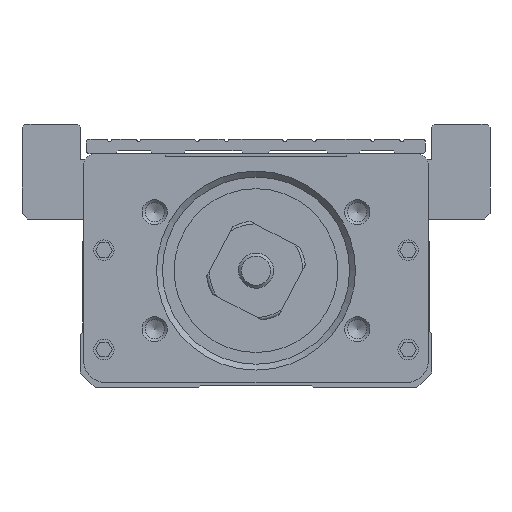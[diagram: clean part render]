
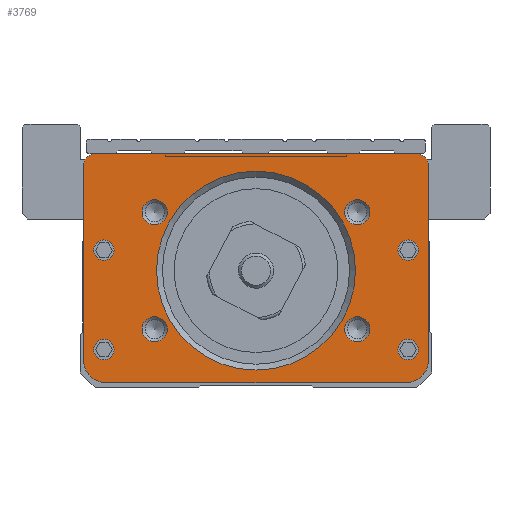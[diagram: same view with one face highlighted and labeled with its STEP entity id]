
A CAD part, front view. The second image highlights one B-rep face of the part: STEP entity #3769.
In plain terms, the highlighted planar face has unit normal (0, -1, 0).
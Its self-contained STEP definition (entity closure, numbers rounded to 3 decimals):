
#1436=FACE_BOUND('',#7837,.T.);
#1437=FACE_BOUND('',#7838,.T.);
#1438=FACE_BOUND('',#7839,.T.);
#1439=FACE_BOUND('',#7840,.T.);
#1440=FACE_BOUND('',#7841,.T.);
#1441=FACE_BOUND('',#7842,.T.);
#1442=FACE_BOUND('',#7843,.T.);
#1443=FACE_BOUND('',#7844,.T.);
#1444=FACE_BOUND('',#7845,.T.);
#1445=FACE_BOUND('',#7846,.T.);
#2272=CIRCLE('',#29122,2.15);
#2274=CIRCLE('',#29125,2.15);
#2276=CIRCLE('',#29128,2.15);
#2278=CIRCLE('',#29131,2.15);
#2279=CIRCLE('',#29133,17.);
#2340=CIRCLE('',#29404,1.75);
#2342=CIRCLE('',#29407,1.75);
#2344=CIRCLE('',#29410,1.75);
#2346=CIRCLE('',#29413,1.75);
#2370=CIRCLE('',#29460,4.);
#2371=CIRCLE('',#29461,2.);
#2372=CIRCLE('',#29462,2.);
#2373=CIRCLE('',#29463,4.);
#3769=ADVANCED_FACE('',(#1436,#1437,#1438,#1439,#1440,#1441,#1442,#1443,
#1444,#1445),#5033,.F.);
#5033=PLANE('',#29464);
#7837=EDGE_LOOP('',(#13017));
#7838=EDGE_LOOP('',(#13018));
#7839=EDGE_LOOP('',(#13019));
#7840=EDGE_LOOP('',(#13020));
#7841=EDGE_LOOP('',(#13021));
#7842=EDGE_LOOP('',(#13022));
#7843=EDGE_LOOP('',(#13023));
#7844=EDGE_LOOP('',(#13024));
#7845=EDGE_LOOP('',(#13025));
#7846=EDGE_LOOP('',(#13026,#13027,#13028,#13029,#13030,#13031,#13032,#13033));
#13017=ORIENTED_EDGE('',*,*,#20507,.T.);
#13018=ORIENTED_EDGE('',*,*,#20505,.T.);
#13019=ORIENTED_EDGE('',*,*,#20503,.T.);
#13020=ORIENTED_EDGE('',*,*,#20501,.T.);
#13021=ORIENTED_EDGE('',*,*,#20508,.T.);
#13022=ORIENTED_EDGE('',*,*,#21063,.T.);
#13023=ORIENTED_EDGE('',*,*,#21065,.T.);
#13024=ORIENTED_EDGE('',*,*,#21067,.T.);
#13025=ORIENTED_EDGE('',*,*,#21069,.T.);
#13026=ORIENTED_EDGE('',*,*,#21149,.F.);
#13027=ORIENTED_EDGE('',*,*,#21150,.F.);
#13028=ORIENTED_EDGE('',*,*,#21151,.F.);
#13029=ORIENTED_EDGE('',*,*,#21152,.F.);
#13030=ORIENTED_EDGE('',*,*,#21153,.F.);
#13031=ORIENTED_EDGE('',*,*,#21154,.F.);
#13032=ORIENTED_EDGE('',*,*,#21155,.F.);
#13033=ORIENTED_EDGE('',*,*,#21156,.F.);
#17383=VERTEX_POINT('',#41987);
#17385=VERTEX_POINT('',#41992);
#17387=VERTEX_POINT('',#41997);
#17389=VERTEX_POINT('',#42002);
#17390=VERTEX_POINT('',#42005);
#17777=VERTEX_POINT('',#43853);
#17779=VERTEX_POINT('',#43858);
#17781=VERTEX_POINT('',#43863);
#17783=VERTEX_POINT('',#43868);
#17839=VERTEX_POINT('',#44171);
#17840=VERTEX_POINT('',#44172);
#17841=VERTEX_POINT('',#44174);
#17842=VERTEX_POINT('',#44176);
#17843=VERTEX_POINT('',#44178);
#17844=VERTEX_POINT('',#44180);
#17845=VERTEX_POINT('',#44182);
#17846=VERTEX_POINT('',#44184);
#20501=EDGE_CURVE('',#17383,#17383,#2272,.T.);
#20503=EDGE_CURVE('',#17385,#17385,#2274,.T.);
#20505=EDGE_CURVE('',#17387,#17387,#2276,.T.);
#20507=EDGE_CURVE('',#17389,#17389,#2278,.T.);
#20508=EDGE_CURVE('',#17390,#17390,#2279,.T.);
#21063=EDGE_CURVE('',#17777,#17777,#2340,.T.);
#21065=EDGE_CURVE('',#17779,#17779,#2342,.T.);
#21067=EDGE_CURVE('',#17781,#17781,#2344,.T.);
#21069=EDGE_CURVE('',#17783,#17783,#2346,.T.);
#21149=EDGE_CURVE('',#17839,#17840,#24278,.T.);
#21150=EDGE_CURVE('',#17841,#17839,#2370,.T.);
#21151=EDGE_CURVE('',#17842,#17841,#24279,.T.);
#21152=EDGE_CURVE('',#17843,#17842,#2371,.T.);
#21153=EDGE_CURVE('',#17844,#17843,#24280,.T.);
#21154=EDGE_CURVE('',#17845,#17844,#2372,.T.);
#21155=EDGE_CURVE('',#17846,#17845,#24281,.T.);
#21156=EDGE_CURVE('',#17840,#17846,#2373,.T.);
#24278=LINE('',#44170,#26941);
#24279=LINE('',#44175,#26942);
#24280=LINE('',#44179,#26943);
#24281=LINE('',#44183,#26944);
#26941=VECTOR('',#35187,1.);
#26942=VECTOR('',#35190,1.);
#26943=VECTOR('',#35193,1.);
#26944=VECTOR('',#35196,1.);
#29122=AXIS2_PLACEMENT_3D('',#41986,#33996,#33997);
#29125=AXIS2_PLACEMENT_3D('',#41991,#34002,#34003);
#29128=AXIS2_PLACEMENT_3D('',#41996,#34008,#34009);
#29131=AXIS2_PLACEMENT_3D('',#42001,#34014,#34015);
#29133=AXIS2_PLACEMENT_3D('',#42004,#34018,#34019);
#29404=AXIS2_PLACEMENT_3D('',#43852,#35027,#35028);
#29407=AXIS2_PLACEMENT_3D('',#43857,#35033,#35034);
#29410=AXIS2_PLACEMENT_3D('',#43862,#35039,#35040);
#29413=AXIS2_PLACEMENT_3D('',#43867,#35045,#35046);
#29460=AXIS2_PLACEMENT_3D('',#44173,#35188,#35189);
#29461=AXIS2_PLACEMENT_3D('',#44177,#35191,#35192);
#29462=AXIS2_PLACEMENT_3D('',#44181,#35194,#35195);
#29463=AXIS2_PLACEMENT_3D('',#44185,#35197,#35198);
#29464=AXIS2_PLACEMENT_3D('',#44186,#35199,#35200);
#33996=DIRECTION('',(0.,1.,0.));
#33997=DIRECTION('',(0.,0.,1.));
#34002=DIRECTION('',(0.,1.,0.));
#34003=DIRECTION('',(0.,0.,1.));
#34008=DIRECTION('',(0.,1.,0.));
#34009=DIRECTION('',(0.,0.,1.));
#34014=DIRECTION('',(0.,1.,0.));
#34015=DIRECTION('',(0.,0.,1.));
#34018=DIRECTION('',(0.,1.,0.));
#34019=DIRECTION('',(0.,0.,1.));
#35027=DIRECTION('',(0.,1.,0.));
#35028=DIRECTION('',(0.,0.,1.));
#35033=DIRECTION('',(0.,1.,0.));
#35034=DIRECTION('',(0.,0.,1.));
#35039=DIRECTION('',(0.,1.,0.));
#35040=DIRECTION('',(0.,0.,1.));
#35045=DIRECTION('',(0.,1.,0.));
#35046=DIRECTION('',(0.,0.,1.));
#35187=DIRECTION('',(-1.,0.,0.));
#35188=DIRECTION('',(0.,1.,0.));
#35189=DIRECTION('',(1.,0.,0.));
#35190=DIRECTION('',(0.,0.,-1.));
#35191=DIRECTION('',(0.,1.,0.));
#35192=DIRECTION('',(0.,0.,1.));
#35193=DIRECTION('',(1.,0.,0.));
#35194=DIRECTION('',(0.,1.,0.));
#35195=DIRECTION('',(0.,0.,1.));
#35196=DIRECTION('',(0.,0.,1.));
#35197=DIRECTION('',(0.,1.,0.));
#35198=DIRECTION('',(1.,0.,0.));
#35199=DIRECTION('',(0.,1.,0.));
#35200=DIRECTION('',(0.,0.,-1.));
#41986=CARTESIAN_POINT('',(-17.321,-130.762,8.));
#41987=CARTESIAN_POINT('',(-17.321,-130.762,10.15));
#41991=CARTESIAN_POINT('',(17.321,-130.762,28.));
#41992=CARTESIAN_POINT('',(17.321,-130.762,30.15));
#41996=CARTESIAN_POINT('',(17.321,-130.762,8.));
#41997=CARTESIAN_POINT('',(17.321,-130.762,10.15));
#42001=CARTESIAN_POINT('',(-17.321,-130.762,28.));
#42002=CARTESIAN_POINT('',(-17.321,-130.762,30.15));
#42004=CARTESIAN_POINT('',(0.,-130.762,18.));
#42005=CARTESIAN_POINT('',(0.,-130.762,35.));
#43852=CARTESIAN_POINT('',(-26.,-130.762,21.5));
#43853=CARTESIAN_POINT('',(-26.,-130.762,23.25));
#43857=CARTESIAN_POINT('',(-26.,-130.762,4.5));
#43858=CARTESIAN_POINT('',(-26.,-130.762,6.25));
#43862=CARTESIAN_POINT('',(26.,-130.762,4.5));
#43863=CARTESIAN_POINT('',(26.,-130.762,6.25));
#43867=CARTESIAN_POINT('',(26.,-130.762,21.5));
#43868=CARTESIAN_POINT('',(26.,-130.762,23.25));
#44170=CARTESIAN_POINT('',(25.5,-130.762,-1.2));
#44171=CARTESIAN_POINT('',(25.5,-130.762,-1.2));
#44172=CARTESIAN_POINT('',(-25.5,-130.762,-1.2));
#44173=CARTESIAN_POINT('',(25.5,-130.762,2.8));
#44174=CARTESIAN_POINT('',(29.5,-130.762,2.8));
#44175=CARTESIAN_POINT('',(29.5,-130.762,39.));
#44176=CARTESIAN_POINT('',(29.5,-130.762,36.));
#44177=CARTESIAN_POINT('',(27.5,-130.762,36.));
#44178=CARTESIAN_POINT('',(27.5,-130.762,38.));
#44179=CARTESIAN_POINT('',(-25.5,-130.762,38.));
#44180=CARTESIAN_POINT('',(-27.5,-130.762,38.));
#44181=CARTESIAN_POINT('',(-27.5,-130.762,36.));
#44182=CARTESIAN_POINT('',(-29.5,-130.762,36.));
#44183=CARTESIAN_POINT('',(-29.5,-130.762,2.8));
#44184=CARTESIAN_POINT('',(-29.5,-130.762,2.8));
#44185=CARTESIAN_POINT('',(-25.5,-130.762,2.8));
#44186=CARTESIAN_POINT('',(-25.5,-130.762,2.8));
